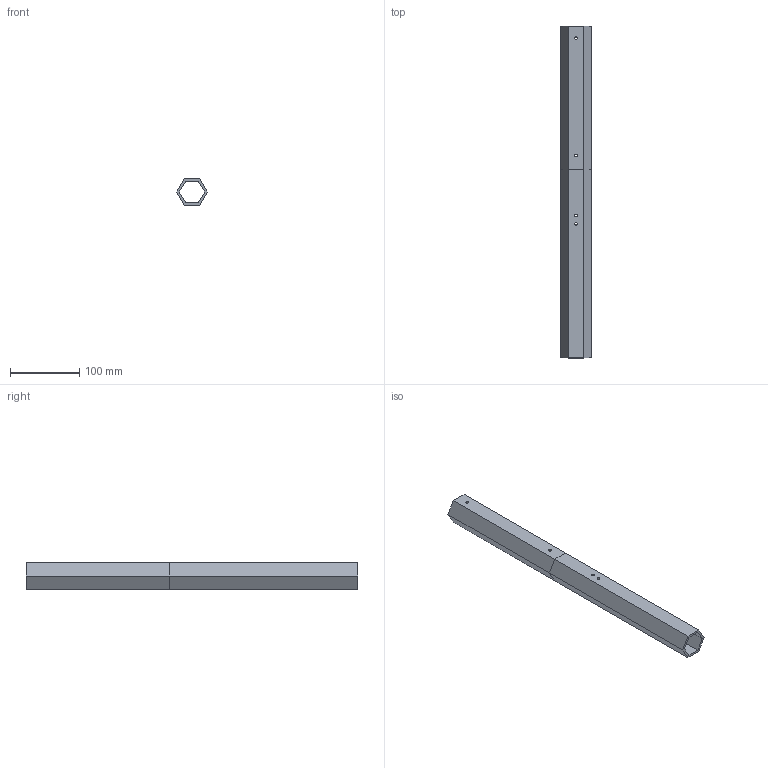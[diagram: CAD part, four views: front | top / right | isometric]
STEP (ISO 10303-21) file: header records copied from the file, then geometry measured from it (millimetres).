
FILE_DESCRIPTION((''),'2;1');
FILE_NAME('FULL_BODY_ASSEM','2022-08-05T13:23:50',('andyc'),(''),'CREO PARAMETRIC BY PTC INC, 2021404','CREO PARAMETRIC BY PTC INC, 2021404','');
FILE_SCHEMA(('CONFIG_CONTROL_DESIGN'));
Length unit declared in the file: inch
Products named in the file (1): FULL_BODY_ASSEM
Bounding box: 44 x 481 x 38.11 mm (x, y, z)
Surface area: 117279.9 mm2 (no closed solid volume)
Topology: 0 solids, 2 shells, 42 faces, 120 edges, 80 vertices
Faces by surface type: plane 26, cylinder 16
Entity records: 1429 total; most frequent: CARTESIAN_POINT 242, DIRECTION 236, ORIENTED_EDGE 216, EDGE_CURVE 120, VECTOR 88, LINE 88, VERTEX_POINT 80, AXIS2_PLACEMENT_3D 74
